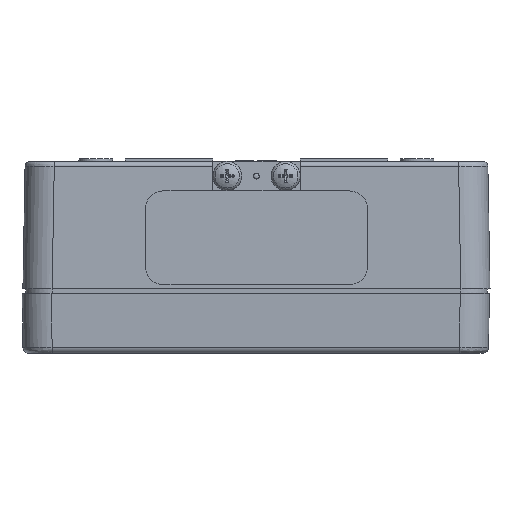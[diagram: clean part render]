
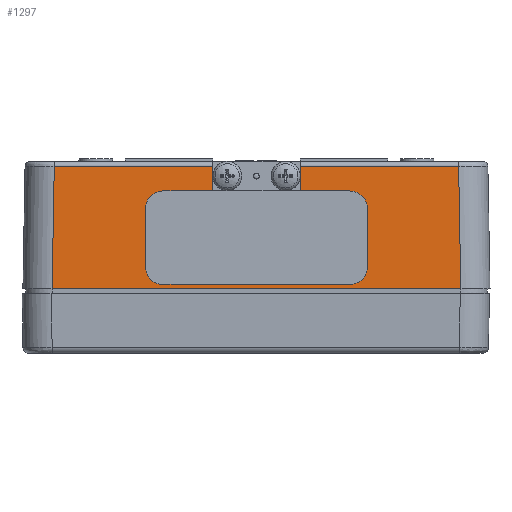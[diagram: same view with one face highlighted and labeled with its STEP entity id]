
A CAD part, left-side view. The second image highlights one B-rep face of the part: STEP entity #1297.
In plain terms, the highlighted planar face has unit normal (-1, 0, 0.018).
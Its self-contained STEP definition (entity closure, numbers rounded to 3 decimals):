
#938=CARTESIAN_POINT('',(-129.459,38.,31.013));
#939=VERTEX_POINT('',#938);
#946=CARTESIAN_POINT('',(-129.808,38.,11.016));
#947=VERTEX_POINT('',#946);
#948=CARTESIAN_POINT('',(-129.808,38.,11.016));
#949=DIRECTION('',(0.017,0.0,1.));
#950=VECTOR('',#949,20.0);
#951=LINE('',#948,#950);
#952=EDGE_CURVE('',#947,#939,#951,.T.);
#977=CARTESIAN_POINT('',(-129.354,32.,37.012));
#978=VERTEX_POINT('',#977);
#985=CARTESIAN_POINT('',(-129.459,32.,31.013));
#986=DIRECTION('',(1.,0.,-0.017));
#987=DIRECTION('',(0.017,0.,1.));
#988=AXIS2_PLACEMENT_3D('',#985,#986,#987);
#989=CIRCLE('',#988,6.);
#990=EDGE_CURVE('',#939,#978,#989,.T.);
#1011=CARTESIAN_POINT('',(-129.912,32.,5.017));
#1012=VERTEX_POINT('',#1011);
#1013=CARTESIAN_POINT('',(-129.808,32.,11.016));
#1014=DIRECTION('',(1.,0.0,-0.017));
#1015=DIRECTION('',(0.0,1.0,0.0));
#1016=AXIS2_PLACEMENT_3D('',#1013,#1014,#1015);
#1017=CIRCLE('',#1016,6.);
#1018=EDGE_CURVE('',#1012,#947,#1017,.T.);
#1045=CARTESIAN_POINT('',(-129.912,-32.,5.017));
#1046=VERTEX_POINT('',#1045);
#1053=CARTESIAN_POINT('',(-129.808,-38.,11.016));
#1054=VERTEX_POINT('',#1053);
#1055=CARTESIAN_POINT('',(-129.808,-32.,11.016));
#1056=DIRECTION('',(1.,0.,-0.017));
#1057=DIRECTION('',(-0.017,0.,-1.));
#1058=AXIS2_PLACEMENT_3D('',#1055,#1056,#1057);
#1059=CIRCLE('',#1058,6.);
#1060=EDGE_CURVE('',#1054,#1046,#1059,.T.);
#1083=CARTESIAN_POINT('',(-129.912,-32.,5.017));
#1084=DIRECTION('',(0.0,1.0,0.0));
#1085=VECTOR('',#1084,64.0);
#1086=LINE('',#1083,#1085);
#1087=EDGE_CURVE('',#1046,#1012,#1086,.T.);
#1106=CARTESIAN_POINT('',(-129.354,-32.,37.012));
#1107=VERTEX_POINT('',#1106);
#1114=CARTESIAN_POINT('',(-129.354,32.,37.012));
#1115=DIRECTION('',(0.0,-1.0,0.0));
#1116=VECTOR('',#1115,64.);
#1117=LINE('',#1114,#1116);
#1118=EDGE_CURVE('',#978,#1107,#1117,.T.);
#1138=CARTESIAN_POINT('',(-129.459,-38.,31.013));
#1139=VERTEX_POINT('',#1138);
#1146=CARTESIAN_POINT('',(-129.459,-32.,31.013));
#1147=DIRECTION('',(1.,0.0,-0.017));
#1148=DIRECTION('',(0.0,-1.0,0.0));
#1149=AXIS2_PLACEMENT_3D('',#1146,#1147,#1148);
#1150=CIRCLE('',#1149,6.);
#1151=EDGE_CURVE('',#1107,#1139,#1150,.T.);
#1169=CARTESIAN_POINT('',(-129.459,-38.,31.013));
#1170=DIRECTION('',(-0.017,0.,-1.));
#1171=VECTOR('',#1170,20.);
#1172=LINE('',#1169,#1171);
#1173=EDGE_CURVE('',#1139,#1054,#1172,.T.);
#1211=CARTESIAN_POINT('',(-129.24,0.,43.526));
#1212=VERTEX_POINT('',#1211);
#1213=CARTESIAN_POINT('',(-129.266,0.,42.026));
#1214=DIRECTION('',(-1.,0.,0.017));
#1215=DIRECTION('',(-0.017,0.,-1.));
#1216=AXIS2_PLACEMENT_3D('',#1213,#1214,#1215);
#1217=CIRCLE('',#1216,1.5);
#1218=EDGE_CURVE('',#1212,#1212,#1217,.T.);
#1223=CARTESIAN_POINT('',(-130.,-80.,0.0));
#1224=DIRECTION('',(-1.,0.,0.017));
#1225=DIRECTION('',(0.0,-1.0,0.0));
#1226=AXIS2_PLACEMENT_3D('',#1223,#1224,#1225);
#1227=PLANE('',#1226);
#1228=CARTESIAN_POINT('',(-129.939,69.94,3.5));
#1229=VERTEX_POINT('',#1228);
#1230=CARTESIAN_POINT('',(-129.939,-69.94,3.5));
#1231=VERTEX_POINT('',#1230);
#1232=CARTESIAN_POINT('',(-129.939,69.94,3.5));
#1233=DIRECTION('',(0.0,-1.0,0.0));
#1234=VECTOR('',#1233,139.881);
#1235=LINE('',#1232,#1234);
#1236=EDGE_CURVE('',#1229,#1231,#1235,.T.);
#1237=ORIENTED_EDGE('',*,*,#1236,.T.);
#1238=CARTESIAN_POINT('',(-129.205,-69.207,45.526));
#1239=VERTEX_POINT('',#1238);
#1240=CARTESIAN_POINT('',(-129.205,-69.207,45.526));
#1241=DIRECTION('',(-0.017,-0.017,-1.));
#1242=VECTOR('',#1241,42.039);
#1243=LINE('',#1240,#1242);
#1244=EDGE_CURVE('',#1239,#1231,#1243,.T.);
#1245=ORIENTED_EDGE('',*,*,#1244,.F.);
#1246=CARTESIAN_POINT('',(-129.205,69.207,45.526));
#1247=VERTEX_POINT('',#1246);
#1248=CARTESIAN_POINT('',(-129.205,69.207,45.526));
#1249=DIRECTION('',(0.0,-1.0,0.0));
#1250=VECTOR('',#1249,138.414);
#1251=LINE('',#1248,#1250);
#1252=EDGE_CURVE('',#1247,#1239,#1251,.T.);
#1253=ORIENTED_EDGE('',*,*,#1252,.F.);
#1254=CARTESIAN_POINT('',(-129.939,69.94,3.5));
#1255=DIRECTION('',(0.017,-0.017,1.));
#1256=VECTOR('',#1255,42.039);
#1257=LINE('',#1254,#1256);
#1258=EDGE_CURVE('',#1229,#1247,#1257,.T.);
#1259=ORIENTED_EDGE('',*,*,#1258,.F.);
#1260=EDGE_LOOP('',(#1237,#1245,#1253,#1259));
#1261=FACE_OUTER_BOUND('',#1260,.T.);
#1262=ORIENTED_EDGE('',*,*,#1060,.T.);
#1263=ORIENTED_EDGE('',*,*,#1087,.T.);
#1264=ORIENTED_EDGE('',*,*,#1018,.T.);
#1265=ORIENTED_EDGE('',*,*,#952,.T.);
#1266=ORIENTED_EDGE('',*,*,#990,.T.);
#1267=ORIENTED_EDGE('',*,*,#1118,.T.);
#1268=ORIENTED_EDGE('',*,*,#1151,.T.);
#1269=ORIENTED_EDGE('',*,*,#1173,.T.);
#1270=EDGE_LOOP('',(#1262,#1263,#1264,#1265,#1266,#1267,#1268,#1269));
#1271=FACE_BOUND('',#1270,.T.);
#1272=CARTESIAN_POINT('',(-129.213,-10.,45.093));
#1273=VERTEX_POINT('',#1272);
#1274=CARTESIAN_POINT('',(-129.266,-10.,42.026));
#1275=DIRECTION('',(-1.,0.,0.017));
#1276=DIRECTION('',(-0.017,0.,-1.));
#1277=AXIS2_PLACEMENT_3D('',#1274,#1275,#1276);
#1278=CIRCLE('',#1277,3.067);
#1279=EDGE_CURVE('',#1273,#1273,#1278,.T.);
#1280=ORIENTED_EDGE('',*,*,#1279,.F.);
#1281=EDGE_LOOP('',(#1280));
#1282=FACE_BOUND('',#1281,.T.);
#1283=CARTESIAN_POINT('',(-129.213,10.,45.093));
#1284=VERTEX_POINT('',#1283);
#1285=CARTESIAN_POINT('',(-129.266,10.,42.026));
#1286=DIRECTION('',(-1.,0.,0.017));
#1287=DIRECTION('',(-0.017,0.,-1.));
#1288=AXIS2_PLACEMENT_3D('',#1285,#1286,#1287);
#1289=CIRCLE('',#1288,3.067);
#1290=EDGE_CURVE('',#1284,#1284,#1289,.T.);
#1291=ORIENTED_EDGE('',*,*,#1290,.F.);
#1292=EDGE_LOOP('',(#1291));
#1293=FACE_BOUND('',#1292,.T.);
#1294=ORIENTED_EDGE('',*,*,#1218,.F.);
#1295=EDGE_LOOP('',(#1294));
#1296=FACE_BOUND('',#1295,.T.);
#1297=ADVANCED_FACE('',(#1261,#1271,#1282,#1293,#1296),#1227,.T.);
